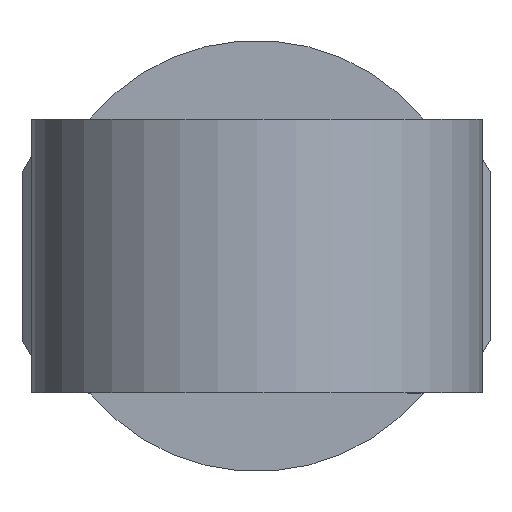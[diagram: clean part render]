
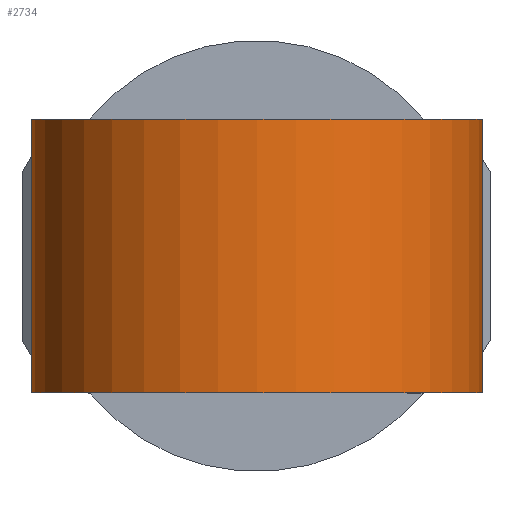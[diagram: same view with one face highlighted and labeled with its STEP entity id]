
A CAD part, front view. The second image highlights one B-rep face of the part: STEP entity #2734.
In plain terms, the highlighted cylindrical face has radius 35 mm (diameter 70 mm), a full revolution.
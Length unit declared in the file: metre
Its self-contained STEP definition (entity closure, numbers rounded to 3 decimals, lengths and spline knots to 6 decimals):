
#285=LINE('',#4398,#535);
#291=LINE('',#4436,#541);
#535=VECTOR('',#3524,1.);
#541=VECTOR('',#3560,1.);
#693=CIRCLE('',#3020,0.035);
#697=CIRCLE('',#3025,0.035);
#715=CIRCLE('',#3056,0.035);
#716=CIRCLE('',#3057,0.035);
#1147=ORIENTED_EDGE('',*,*,#1729,.T.);
#1148=ORIENTED_EDGE('',*,*,#1767,.T.);
#1149=ORIENTED_EDGE('',*,*,#1731,.T.);
#1150=ORIENTED_EDGE('',*,*,#1768,.T.);
#1151=ORIENTED_EDGE('',*,*,#1723,.F.);
#1152=ORIENTED_EDGE('',*,*,#1769,.T.);
#1153=ORIENTED_EDGE('',*,*,#1714,.F.);
#1154=ORIENTED_EDGE('',*,*,#1770,.T.);
#1155=ORIENTED_EDGE('',*,*,#1771,.T.);
#1156=ORIENTED_EDGE('',*,*,#1772,.F.);
#1714=EDGE_CURVE('',#2054,#2055,#285,.T.);
#1723=EDGE_CURVE('',#2060,#2061,#693,.T.);
#1729=EDGE_CURVE('',#2067,#2066,#697,.T.);
#1731=EDGE_CURVE('',#2068,#2069,#291,.T.);
#1767=EDGE_CURVE('',#2066,#2068,#2201,.T.);
#1768=EDGE_CURVE('',#2069,#2061,#2202,.T.);
#1769=EDGE_CURVE('',#2060,#2055,#2203,.T.);
#1770=EDGE_CURVE('',#2054,#2067,#2204,.T.);
#1771=EDGE_CURVE('',#2094,#2094,#715,.T.);
#1772=EDGE_CURVE('',#2095,#2095,#716,.T.);
#2054=VERTEX_POINT('',#4397);
#2055=VERTEX_POINT('',#4399);
#2060=VERTEX_POINT('',#4419);
#2061=VERTEX_POINT('',#4420);
#2066=VERTEX_POINT('',#4431);
#2067=VERTEX_POINT('',#4433);
#2068=VERTEX_POINT('',#4437);
#2069=VERTEX_POINT('',#4438);
#2094=VERTEX_POINT('',#4571);
#2095=VERTEX_POINT('',#4573);
#2201=B_SPLINE_CURVE_WITH_KNOTS('',3,(#4522,#4523,#4524,#4525,#4526,#4527,
#4528,#4529,#4530,#4531,#4532,#4533),.UNSPECIFIED.,.F.,.F.,(4,1,1,1,1,1,
1,1,1,4),(0.,0.002359,0.003538,
0.004717,0.005897,0.007076,0.007666,
0.008255,0.008845,0.009435),
 .UNSPECIFIED.);
#2202=B_SPLINE_CURVE_WITH_KNOTS('',3,(#4534,#4535,#4536,#4537,#4538,#4539,
#4540,#4541,#4542,#4543,#4544,#4545),.UNSPECIFIED.,.F.,.F.,(4,1,1,1,1,1,
1,1,1,4),(0.,0.0006,0.001201,0.001801,
0.002402,0.003603,0.004804,0.006005,
0.007206,0.009608),.UNSPECIFIED.);
#2203=B_SPLINE_CURVE_WITH_KNOTS('',3,(#4546,#4547,#4548,#4549,#4550,#4551,
#4552,#4553,#4554,#4555,#4556,#4557),.UNSPECIFIED.,.F.,.F.,(4,1,1,1,1,1,
1,1,1,4),(0.,0.002359,0.003538,
0.004717,0.005897,0.007076,0.007666,
0.008255,0.008845,0.009435),
 .UNSPECIFIED.);
#2204=B_SPLINE_CURVE_WITH_KNOTS('',3,(#4558,#4559,#4560,#4561,#4562,#4563,
#4564,#4565,#4566,#4567,#4568,#4569),.UNSPECIFIED.,.F.,.F.,(4,1,1,1,1,1,
1,1,1,4),(0.,0.0006,0.001201,0.001801,
0.002402,0.003603,0.004804,0.006005,
0.007206,0.009608),.UNSPECIFIED.);
#2313=EDGE_LOOP('',(#1147,#1148,#1149,#1150,#1151,#1152,#1153,#1154));
#2314=EDGE_LOOP('',(#1155));
#2315=EDGE_LOOP('',(#1156));
#2511=FACE_BOUND('',#2313,.T.);
#2512=FACE_BOUND('',#2314,.T.);
#2513=FACE_BOUND('',#2315,.T.);
#2635=CYLINDRICAL_SURFACE('',#3055,0.035);
#2734=ADVANCED_FACE('',(#2511,#2512,#2513),#2635,.T.);
#3020=AXIS2_PLACEMENT_3D('',#4418,#3542,#3543);
#3025=AXIS2_PLACEMENT_3D('',#4432,#3554,#3555);
#3055=AXIS2_PLACEMENT_3D('',#4521,#3630,#3631);
#3056=AXIS2_PLACEMENT_3D('',#4570,#3632,#3633);
#3057=AXIS2_PLACEMENT_3D('',#4572,#3634,#3635);
#3524=DIRECTION('',(0.,0.,-1.));
#3542=DIRECTION('',(0.,0.,1.));
#3543=DIRECTION('',(0.,-1.,0.));
#3554=DIRECTION('',(0.,0.,1.));
#3555=DIRECTION('',(0.,-1.,0.));
#3560=DIRECTION('',(0.,0.,-1.));
#3630=DIRECTION('',(0.,0.,-1.));
#3631=DIRECTION('',(0.,1.,0.));
#3632=DIRECTION('',(0.,0.,1.));
#3633=DIRECTION('',(0.,-1.,0.));
#3634=DIRECTION('',(0.,0.,1.));
#3635=DIRECTION('',(0.,-1.,0.));
#4397=CARTESIAN_POINT('',(0.033636,-0.068123,0.01371));
#4398=CARTESIAN_POINT('',(0.033636,-0.068123,-0.01325));
#4399=CARTESIAN_POINT('',(0.033636,-0.068123,-0.01371));
#4418=CARTESIAN_POINT('',(0.000189,-0.078433,-0.01625));
#4419=CARTESIAN_POINT('',(0.02999,-0.060079,-0.01625));
#4420=CARTESIAN_POINT('',(-0.029612,-0.060079,-0.01625));
#4431=CARTESIAN_POINT('',(-0.029612,-0.060079,0.01625));
#4432=CARTESIAN_POINT('',(0.000189,-0.078433,0.01625));
#4433=CARTESIAN_POINT('',(0.02999,-0.060079,0.01625));
#4436=CARTESIAN_POINT('',(-0.033258,-0.068123,-0.01325));
#4437=CARTESIAN_POINT('',(-0.033258,-0.068123,0.01371));
#4438=CARTESIAN_POINT('',(-0.033258,-0.068123,-0.01371));
#4521=CARTESIAN_POINT('',(0.000189,-0.078433,-0.01325));
#4522=CARTESIAN_POINT('',(-0.029612,-0.060079,0.01625));
#4523=CARTESIAN_POINT('',(-0.030029,-0.060756,0.01625));
#4524=CARTESIAN_POINT('',(-0.030613,-0.061781,0.016158));
#4525=CARTESIAN_POINT('',(-0.031313,-0.063167,0.015913));
#4526=CARTESIAN_POINT('',(-0.031801,-0.064218,0.015672));
#4527=CARTESIAN_POINT('',(-0.032252,-0.065279,0.015375));
#4528=CARTESIAN_POINT('',(-0.032593,-0.066161,0.015074));
#4529=CARTESIAN_POINT('',(-0.032843,-0.066857,0.014789));
#4530=CARTESIAN_POINT('',(-0.033018,-0.06737,0.014536));
#4531=CARTESIAN_POINT('',(-0.033173,-0.067848,0.014236));
#4532=CARTESIAN_POINT('',(-0.033258,-0.068123,0.013911));
#4533=CARTESIAN_POINT('',(-0.033258,-0.068123,0.01371));
#4534=CARTESIAN_POINT('',(-0.033258,-0.068123,-0.01371));
#4535=CARTESIAN_POINT('',(-0.033258,-0.068123,-0.013914));
#4536=CARTESIAN_POINT('',(-0.033172,-0.067844,-0.014239));
#4537=CARTESIAN_POINT('',(-0.033015,-0.067362,-0.014541));
#4538=CARTESIAN_POINT('',(-0.03284,-0.066851,-0.014792));
#4539=CARTESIAN_POINT('',(-0.032589,-0.066152,-0.015078));
#4540=CARTESIAN_POINT('',(-0.032249,-0.065273,-0.015376));
#4541=CARTESIAN_POINT('',(-0.031803,-0.064223,-0.015671));
#4542=CARTESIAN_POINT('',(-0.031318,-0.063178,-0.015911));
#4543=CARTESIAN_POINT('',(-0.030619,-0.061792,-0.016157));
#4544=CARTESIAN_POINT('',(-0.030029,-0.060756,-0.01625));
#4545=CARTESIAN_POINT('',(-0.029612,-0.060079,-0.01625));
#4546=CARTESIAN_POINT('',(0.02999,-0.060079,-0.01625));
#4547=CARTESIAN_POINT('',(0.030408,-0.060756,-0.01625));
#4548=CARTESIAN_POINT('',(0.030991,-0.061781,-0.016158));
#4549=CARTESIAN_POINT('',(0.031691,-0.063167,-0.015913));
#4550=CARTESIAN_POINT('',(0.032179,-0.064218,-0.015672));
#4551=CARTESIAN_POINT('',(0.03263,-0.065279,-0.015375));
#4552=CARTESIAN_POINT('',(0.032971,-0.066161,-0.015074));
#4553=CARTESIAN_POINT('',(0.033221,-0.066857,-0.014789));
#4554=CARTESIAN_POINT('',(0.033396,-0.06737,-0.014536));
#4555=CARTESIAN_POINT('',(0.033551,-0.067848,-0.014236));
#4556=CARTESIAN_POINT('',(0.033636,-0.068123,-0.013911));
#4557=CARTESIAN_POINT('',(0.033636,-0.068123,-0.01371));
#4558=CARTESIAN_POINT('',(0.033636,-0.068123,0.01371));
#4559=CARTESIAN_POINT('',(0.033636,-0.068123,0.013914));
#4560=CARTESIAN_POINT('',(0.03355,-0.067844,0.014239));
#4561=CARTESIAN_POINT('',(0.033393,-0.067362,0.014541));
#4562=CARTESIAN_POINT('',(0.033218,-0.066851,0.014792));
#4563=CARTESIAN_POINT('',(0.032967,-0.066152,0.015078));
#4564=CARTESIAN_POINT('',(0.032627,-0.065273,0.015376));
#4565=CARTESIAN_POINT('',(0.032182,-0.064223,0.015671));
#4566=CARTESIAN_POINT('',(0.031696,-0.063178,0.015911));
#4567=CARTESIAN_POINT('',(0.030997,-0.061792,0.016157));
#4568=CARTESIAN_POINT('',(0.030407,-0.060756,0.01625));
#4569=CARTESIAN_POINT('',(0.02999,-0.060079,0.01625));
#4570=CARTESIAN_POINT('',(0.000189,-0.078433,-0.02125));
#4571=CARTESIAN_POINT('',(0.000189,-0.113433,-0.02125));
#4572=CARTESIAN_POINT('',(0.000189,-0.078433,0.02125));
#4573=CARTESIAN_POINT('',(0.000189,-0.113433,0.02125));
